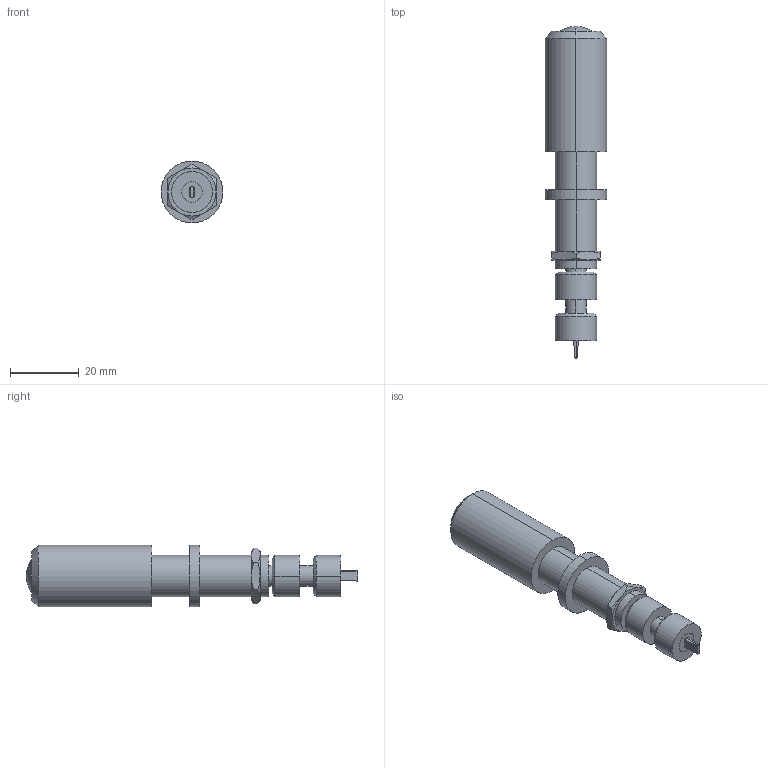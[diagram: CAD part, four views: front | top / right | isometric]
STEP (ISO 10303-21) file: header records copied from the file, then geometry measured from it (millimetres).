
FILE_DESCRIPTION (( 'STEP AP214' ), '1' );
FILE_NAME ('17049~0.STEP', '2019-05-14T13:44:58', ( '' ), ( '' ), 'SwSTEP 2.0', 'SolidWorks 2018', '' );
FILE_SCHEMA (( 'AUTOMOTIVE_DESIGN' ));
Length unit declared in the file: millimetre
Products named in the file (1): 17049~0
Bounding box: 18 x 96.6 x 18 mm (x, y, z)
Volume: 15205.9 mm3; surface area: 5207.2 mm2
Topology: 1 solids, 1 shells, 65 faces, 135 edges, 84 vertices
Faces by surface type: cylinder 23, plane 22, cone 18, torus 2
Entity records: 2352 total; most frequent: CARTESIAN_POINT 433, DIRECTION 309, ORIENTED_EDGE 270, AXIS2_PLACEMENT_3D 136, EDGE_CURVE 135, VERTEX_POINT 84, EDGE_LOOP 77, CIRCLE 70
